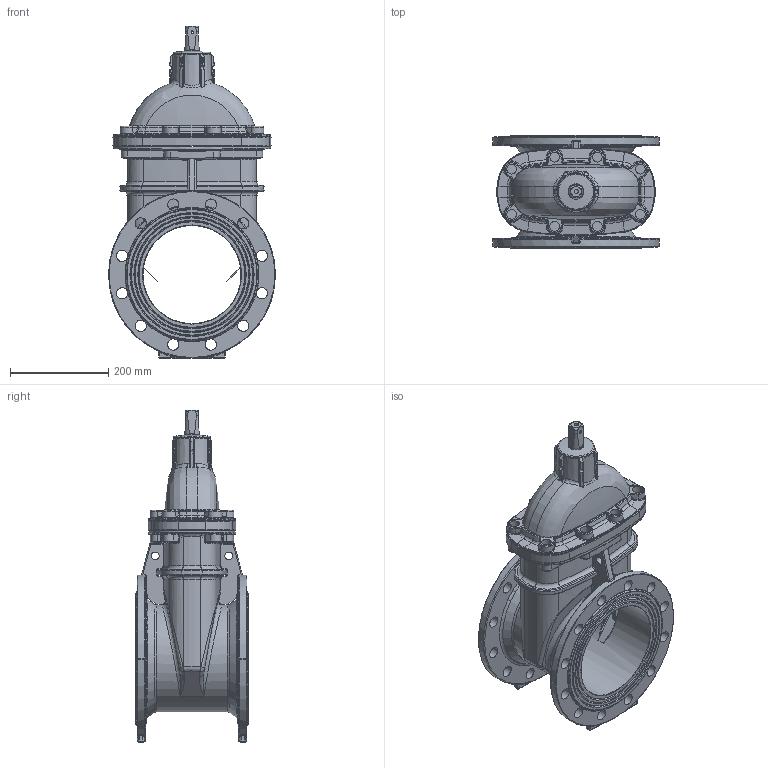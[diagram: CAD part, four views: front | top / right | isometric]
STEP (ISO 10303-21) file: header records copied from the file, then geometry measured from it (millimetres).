
FILE_DESCRIPTION (( 'STEP AP203' ), '1' );
FILE_NAME ('Gate Valve DN 200 .STEP', '2016-12-15T13:19:25', ( '' ), ( '' ), 'SwSTEP 2.0', 'SolidWorks 2015', '' );
FILE_SCHEMA (( 'CONFIG_CONTROL_DESIGN' ));
Length unit declared in the file: millimetre
Products named in the file (1): Gate Valve DN 200 
Bounding box: 339.99 x 230 x 676.35 mm (x, y, z)
Surface area: 918452 mm2 (no closed solid volume)
Topology: 0 solids, 13 shells, 1013 faces, 2751 edges, 1628 vertices
Faces by surface type: bspline 426, cylinder 288, torus 126, plane 120, cone 37, sphere 16
Full cylindrical faces by diameter (mm): 5 x2, 8.5 x1, 16 x2, 20 x8, 23 x24, 31 x1, 32 x1, 75 x1, 200 x1
Entity records: 54972 total; most frequent: CARTESIAN_POINT 33830, ORIENTED_EDGE 4779, DIRECTION 3740, EDGE_CURVE 2583, AXIS2_PLACEMENT_3D 1647, VERTEX_POINT 1593, EDGE_LOOP 1136, FACE_OUTER_BOUND 1060
